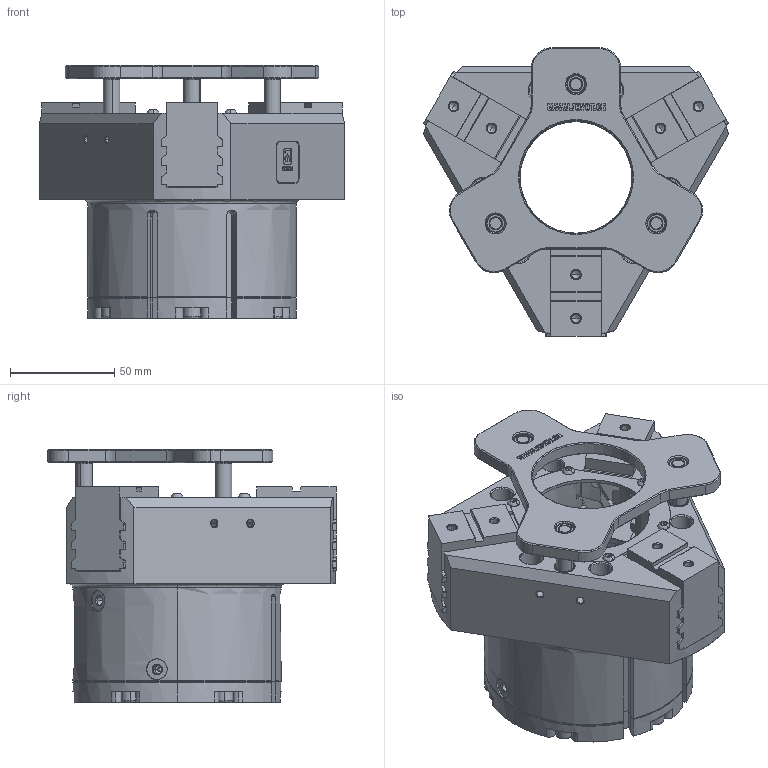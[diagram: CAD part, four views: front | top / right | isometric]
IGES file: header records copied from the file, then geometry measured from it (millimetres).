
Start section: SolidWorks IGES file using analytic representation for surfaces
Global section: file name: FY36M-H-50-SP.IGS; native system: SolidWorks 2020; preprocessor: SolidWorks 2020; author: Administrator; date: 231113.160154; units: millimetre
Bounding box: 146.65 x 138.29 x 121.49 mm (x, y, z)
Surface area: 182610.1 mm2 (no closed solid volume)
Topology: 0 solids, 0 shells, 1818 faces, 20843 edges, 20776 vertices
Faces by surface type: bspline 1089, revolution 729
